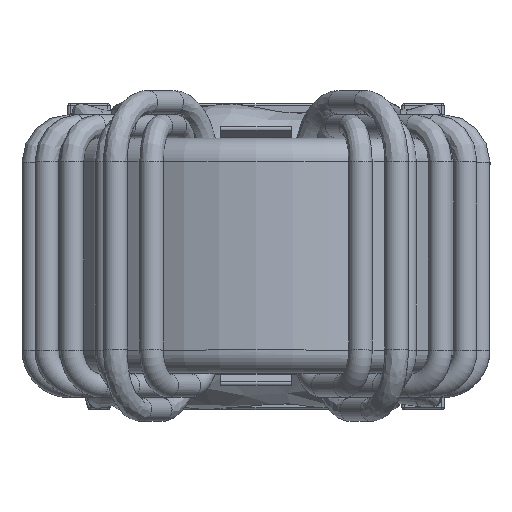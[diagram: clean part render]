
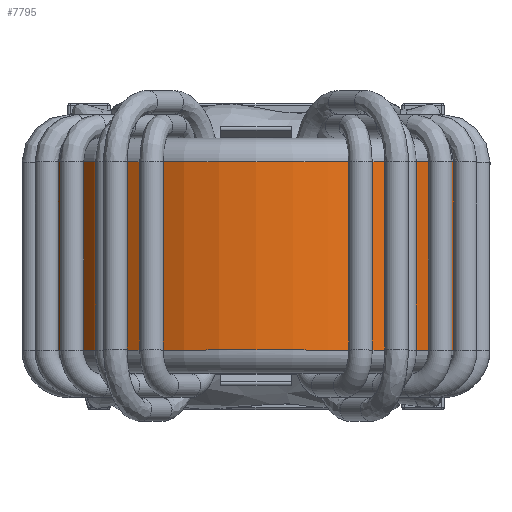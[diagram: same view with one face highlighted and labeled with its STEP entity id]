
A CAD part, top view. The second image highlights one B-rep face of the part: STEP entity #7795.
In plain terms, the highlighted cylindrical face has radius 9 mm (diameter 18 mm), a full revolution.
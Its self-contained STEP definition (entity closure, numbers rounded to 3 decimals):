
#649=CYLINDRICAL_SURFACE('',#10075,9.);
#3008=ORIENTED_EDGE('',*,*,#4258,.T.);
#3009=ORIENTED_EDGE('',*,*,#4259,.T.);
#4258=EDGE_CURVE('',#4939,#4939,#5467,.T.);
#4259=EDGE_CURVE('',#4940,#4940,#5468,.F.);
#4939=VERTEX_POINT('',#17327);
#4940=VERTEX_POINT('',#17329);
#5467=CIRCLE('',#10076,9.);
#5468=CIRCLE('',#10077,9.);
#6066=EDGE_LOOP('',(#3008));
#6067=EDGE_LOOP('',(#3009));
#6895=FACE_BOUND('',#6066,.T.);
#6896=FACE_BOUND('',#6067,.T.);
#7795=ADVANCED_FACE('',(#6895,#6896),#649,.T.);
#10075=AXIS2_PLACEMENT_3D('',#17325,#12113,#12114);
#10076=AXIS2_PLACEMENT_3D('',#17326,#12115,#12116);
#10077=AXIS2_PLACEMENT_3D('',#17328,#12117,#12118);
#12113=DIRECTION('',(0.,1.,0.));
#12114=DIRECTION('',(0.,0.,1.));
#12115=DIRECTION('',(0.,1.,0.));
#12116=DIRECTION('',(0.,0.,1.));
#12117=DIRECTION('',(0.,1.,0.));
#12118=DIRECTION('',(0.,0.,1.));
#17325=CARTESIAN_POINT('',(0.,-5.,9.1));
#17326=CARTESIAN_POINT('',(0.,-4.,9.1));
#17327=CARTESIAN_POINT('',(0.,-4.,18.1));
#17328=CARTESIAN_POINT('',(0.,4.,9.1));
#17329=CARTESIAN_POINT('',(0.,4.,18.1));
